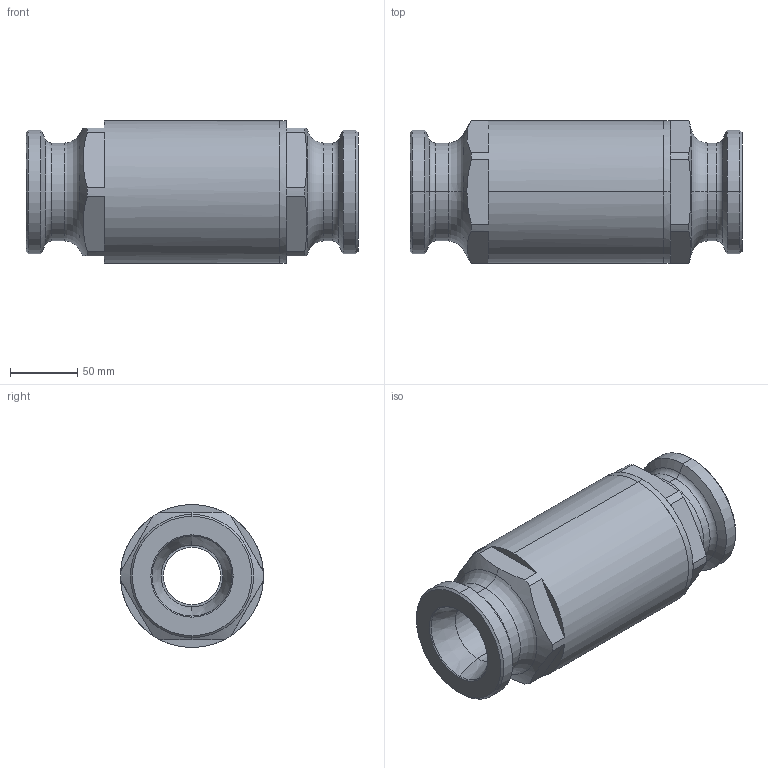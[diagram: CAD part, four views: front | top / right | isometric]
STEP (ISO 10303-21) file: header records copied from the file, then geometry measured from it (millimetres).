
FILE_DESCRIPTION (( 'STEP AP203' ), '1' );
FILE_NAME ('09011032 Grayloc.STEP', '2015-10-15T20:34:04', ( '' ), ( '' ), 'SwSTEP 2.0', 'SolidWorks 2015', '' );
FILE_SCHEMA (( 'CONFIG_CONTROL_DESIGN' ));
Length unit declared in the file: inch
Products named in the file (1): 09011032 Grayloc
Bounding box: 247.65 x 106.68 x 106.68 mm (x, y, z)
Volume: 1458833.4 mm3; surface area: 128796 mm2
Topology: 1 solids, 1 shells, 86 faces, 212 edges, 129 vertices
Faces by surface type: cone 35, cylinder 22, plane 21, torus 8
Entity records: 2780 total; most frequent: CARTESIAN_POINT 659, DIRECTION 447, ORIENTED_EDGE 424, EDGE_CURVE 212, AXIS2_PLACEMENT_3D 183, VERTEX_POINT 129, CIRCLE 96, EDGE_LOOP 89
